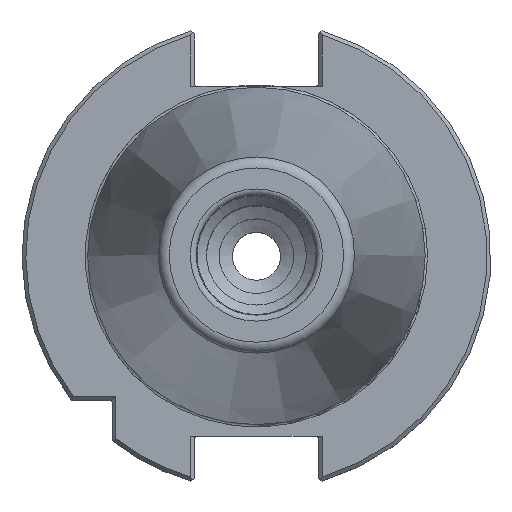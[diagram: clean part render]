
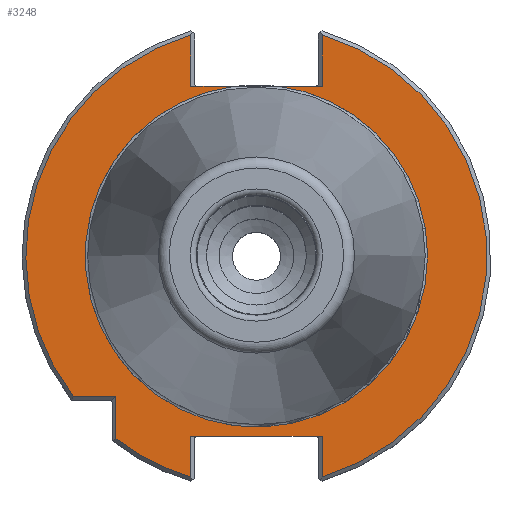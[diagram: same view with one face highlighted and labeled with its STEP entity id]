
A CAD part, top view. The second image highlights one B-rep face of the part: STEP entity #3248.
In plain terms, the highlighted planar face has unit normal (0, 0, 1).
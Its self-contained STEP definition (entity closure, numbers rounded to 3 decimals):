
#107=LINE('',#4589,#210);
#111=LINE('',#4605,#214);
#122=LINE('',#4749,#225);
#127=LINE('',#4763,#230);
#148=LINE('',#4829,#251);
#149=LINE('',#4831,#252);
#150=LINE('',#4833,#253);
#151=LINE('',#4834,#254);
#152=LINE('',#4835,#255);
#210=VECTOR('',#3849,1000.);
#214=VECTOR('',#3859,1000.);
#225=VECTOR('',#3924,1000.);
#230=VECTOR('',#3935,1000.);
#251=VECTOR('',#3994,1000.);
#252=VECTOR('',#3997,1000.);
#253=VECTOR('',#3998,1000.);
#254=VECTOR('',#3999,1000.);
#255=VECTOR('',#4000,1000.);
#380=PLANE('',#3486);
#725=ORIENTED_EDGE('',*,*,#1090,.T.);
#726=ORIENTED_EDGE('',*,*,#1165,.T.);
#727=ORIENTED_EDGE('',*,*,#1166,.F.);
#728=ORIENTED_EDGE('',*,*,#1167,.T.);
#729=ORIENTED_EDGE('',*,*,#1092,.T.);
#730=ORIENTED_EDGE('',*,*,#1135,.T.);
#731=ORIENTED_EDGE('',*,*,#1168,.F.);
#732=ORIENTED_EDGE('',*,*,#1126,.F.);
#733=ORIENTED_EDGE('',*,*,#1169,.F.);
#734=ORIENTED_EDGE('',*,*,#1128,.T.);
#735=ORIENTED_EDGE('',*,*,#1087,.T.);
#736=ORIENTED_EDGE('',*,*,#1086,.T.);
#737=ORIENTED_EDGE('',*,*,#1079,.T.);
#1079=EDGE_CURVE('',#1351,#1350,#107,.T.);
#1086=EDGE_CURVE('',#1354,#1351,#111,.T.);
#1087=EDGE_CURVE('',#1356,#1354,#1538,.T.);
#1090=EDGE_CURVE('',#1350,#1357,#1539,.T.);
#1092=EDGE_CURVE('',#1360,#1359,#1540,.T.);
#1126=EDGE_CURVE('',#1383,#1384,#1549,.T.);
#1128=EDGE_CURVE('',#1385,#1356,#122,.T.);
#1135=EDGE_CURVE('',#1359,#1390,#127,.T.);
#1165=EDGE_CURVE('',#1357,#1408,#148,.T.);
#1166=EDGE_CURVE('',#1409,#1408,#149,.T.);
#1167=EDGE_CURVE('',#1409,#1360,#150,.T.);
#1168=EDGE_CURVE('',#1384,#1390,#151,.T.);
#1169=EDGE_CURVE('',#1385,#1383,#152,.T.);
#1350=VERTEX_POINT('',#4588);
#1351=VERTEX_POINT('',#4590);
#1354=VERTEX_POINT('',#4601);
#1356=VERTEX_POINT('',#4608);
#1357=VERTEX_POINT('',#4618);
#1359=VERTEX_POINT('',#4626);
#1360=VERTEX_POINT('',#4628);
#1383=VERTEX_POINT('',#4741);
#1384=VERTEX_POINT('',#4742);
#1385=VERTEX_POINT('',#4750);
#1390=VERTEX_POINT('',#4762);
#1408=VERTEX_POINT('',#4828);
#1409=VERTEX_POINT('',#4832);
#1538=CIRCLE('',#3438,47.95);
#1539=CIRCLE('',#3440,47.95);
#1540=CIRCLE('',#3442,47.95);
#1549=CIRCLE('',#3462,35.591);
#1720=EDGE_LOOP('',(#725,#726,#727,#728,#729,#730,#731,#732,#733,#734,#735,
#736,#737));
#1952=FACE_BOUND('',#1720,.T.);
#3248=ADVANCED_FACE('',(#1952),#380,.T.);
#3438=AXIS2_PLACEMENT_3D('',#4607,#3862,#3863);
#3440=AXIS2_PLACEMENT_3D('',#4619,#3866,#3867);
#3442=AXIS2_PLACEMENT_3D('',#4627,#3870,#3871);
#3462=AXIS2_PLACEMENT_3D('',#4740,#3920,#3921);
#3486=AXIS2_PLACEMENT_3D('',#4830,#3995,#3996);
#3849=DIRECTION('',(0.,-1.,0.));
#3859=DIRECTION('',(1.,0.,0.));
#3862=DIRECTION('',(0.,0.,1.));
#3863=DIRECTION('',(1.,0.,0.));
#3866=DIRECTION('',(0.,0.,1.));
#3867=DIRECTION('',(1.,0.,0.));
#3870=DIRECTION('',(0.,0.,1.));
#3871=DIRECTION('',(1.,0.,0.));
#3920=DIRECTION('',(0.,0.,1.));
#3921=DIRECTION('',(1.,0.,0.));
#3924=DIRECTION('',(0.,1.,0.));
#3935=DIRECTION('',(0.,-1.,0.));
#3994=DIRECTION('',(0.,1.,0.));
#3995=DIRECTION('',(0.,0.,1.));
#3996=DIRECTION('',(1.,0.,0.));
#3997=DIRECTION('',(-1.,0.,0.));
#3998=DIRECTION('',(0.,-1.,0.));
#3999=DIRECTION('',(1.,0.,0.));
#4000=DIRECTION('',(1.,0.,0.));
#4588=CARTESIAN_POINT('',(-29.2,-38.034,-3.2));
#4589=CARTESIAN_POINT('',(-29.2,-38.616,-3.2));
#4590=CARTESIAN_POINT('',(-29.2,-29.2,-3.2));
#4601=CARTESIAN_POINT('',(-38.034,-29.2,-3.2));
#4605=CARTESIAN_POINT('',(-30.,-29.2,-3.2));
#4607=CARTESIAN_POINT('',(0.,0.,-3.2));
#4608=CARTESIAN_POINT('',(-13.65,45.966,-3.2));
#4618=CARTESIAN_POINT('',(-13.65,-45.966,-3.2));
#4619=CARTESIAN_POINT('',(0.,0.,-3.2));
#4626=CARTESIAN_POINT('',(13.65,45.966,-3.2));
#4627=CARTESIAN_POINT('',(0.,0.,-3.2));
#4628=CARTESIAN_POINT('',(13.65,-45.966,-3.2));
#4740=CARTESIAN_POINT('',(0.,0.,-3.2));
#4741=CARTESIAN_POINT('',(-4.543,35.3,-3.2));
#4742=CARTESIAN_POINT('',(4.543,35.3,-3.2));
#4749=CARTESIAN_POINT('',(-13.65,47.181,-3.2));
#4750=CARTESIAN_POINT('',(-13.65,35.3,-3.2));
#4762=CARTESIAN_POINT('',(13.65,35.3,-3.2));
#4763=CARTESIAN_POINT('',(13.65,35.3,-3.2));
#4828=CARTESIAN_POINT('',(-13.65,-37.5,-3.2));
#4829=CARTESIAN_POINT('',(-13.65,-37.5,-3.2));
#4830=CARTESIAN_POINT('',(35.591,0.,-3.2));
#4831=CARTESIAN_POINT('',(12.85,-37.5,-3.2));
#4832=CARTESIAN_POINT('',(13.65,-37.5,-3.2));
#4833=CARTESIAN_POINT('',(13.65,-47.181,-3.2));
#4834=CARTESIAN_POINT('',(-12.85,35.3,-3.2));
#4835=CARTESIAN_POINT('',(-12.85,35.3,-3.2));
